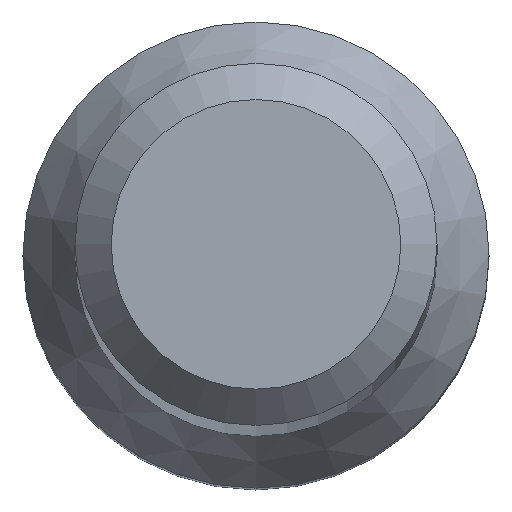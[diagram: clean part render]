
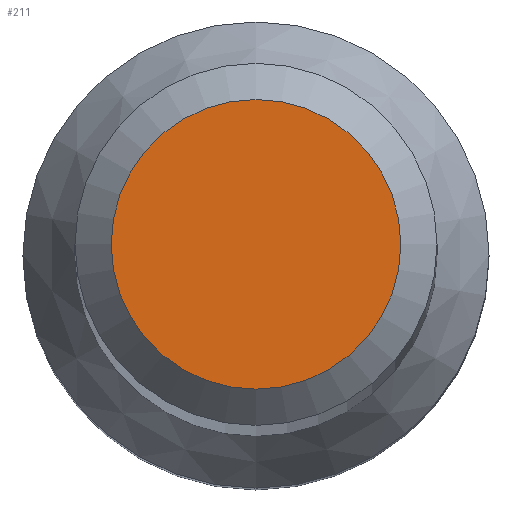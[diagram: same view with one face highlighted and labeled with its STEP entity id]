
A CAD part, top view. The second image highlights one B-rep face of the part: STEP entity #211.
In plain terms, the highlighted planar face has unit normal (0, 0, 1).
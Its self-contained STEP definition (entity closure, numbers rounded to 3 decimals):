
#1 = CIRCLE ( 'NONE', #142, 1.6 ) ;
#4 = ORIENTED_EDGE ( 'NONE', *, *, #123, .F. ) ;
#14 = DIRECTION ( 'NONE',  ( 0., 0., -1. ) ) ;
#15 = CARTESIAN_POINT ( 'NONE',  ( 0., 0., 80. ) ) ;
#45 = DIRECTION ( 'NONE',  ( 0., 0., -1. ) ) ;
#51 = CARTESIAN_POINT ( 'NONE',  ( 0., 1.6, 80. ) ) ;
#90 = FACE_OUTER_BOUND ( 'NONE', #195, .T. ) ;
#123 = EDGE_CURVE ( 'NONE', #184, #184, #1, .T. ) ;
#141 = PLANE ( 'NONE',  #186 ) ;
#142 = AXIS2_PLACEMENT_3D ( 'NONE', #15, #14, #235 ) ;
#158 = DIRECTION ( 'NONE',  ( 0., 1., 0. ) ) ;
#184 = VERTEX_POINT ( 'NONE', #51 ) ;
#186 = AXIS2_PLACEMENT_3D ( 'NONE', #215, #45, #158 ) ;
#195 = EDGE_LOOP ( 'NONE', ( #4 ) ) ;
#211 = ADVANCED_FACE ( 'NONE', ( #90 ), #141, .F. ) ;
#215 = CARTESIAN_POINT ( 'NONE',  ( 0., 0., 80. ) ) ;
#235 = DIRECTION ( 'NONE',  ( 0., 1., 0. ) ) ;
